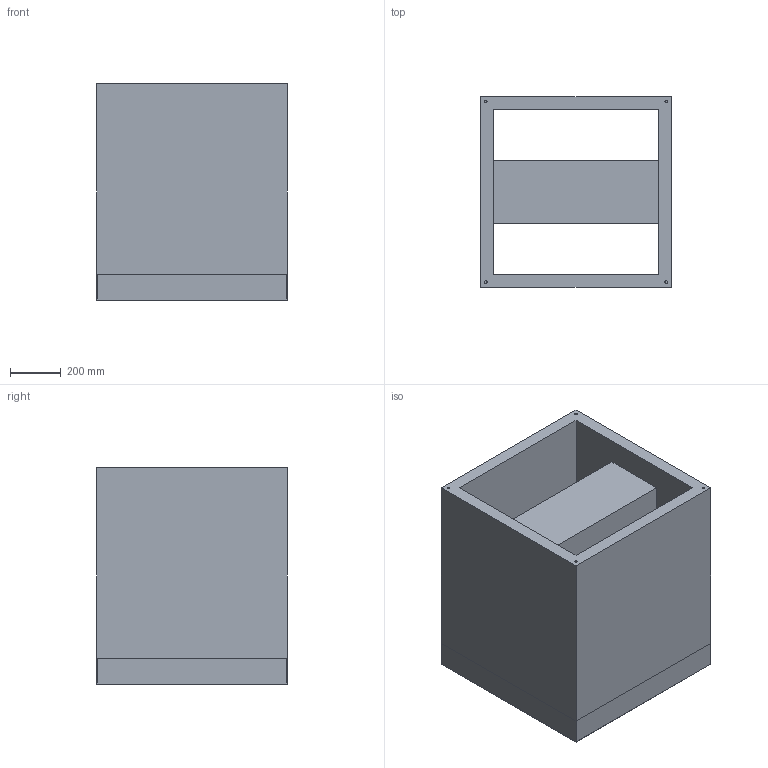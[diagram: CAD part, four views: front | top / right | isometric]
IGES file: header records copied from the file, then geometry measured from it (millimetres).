
Start section: SolidWorks IGES file using analytic representation for surfaces
Global section: file name: 1SI0560_GR 50-56.IGS; native system: SolidWorks 2018; preprocessor: SolidWorks 2018; author: binatti; date: 220308.114311; units: millimetre
Bounding box: 750 x 750 x 850 mm (x, y, z)
Surface area: 5927169.9 mm2 (no closed solid volume)
Topology: 0 solids, 0 shells, 30 faces, 320 edges, 320 vertices
Faces by surface type: bspline 22, revolution 8
